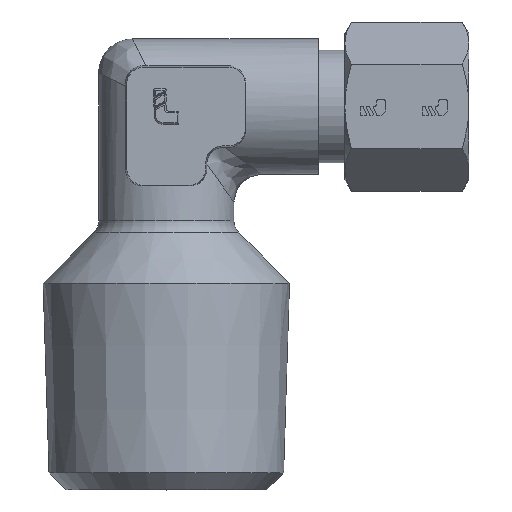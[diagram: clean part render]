
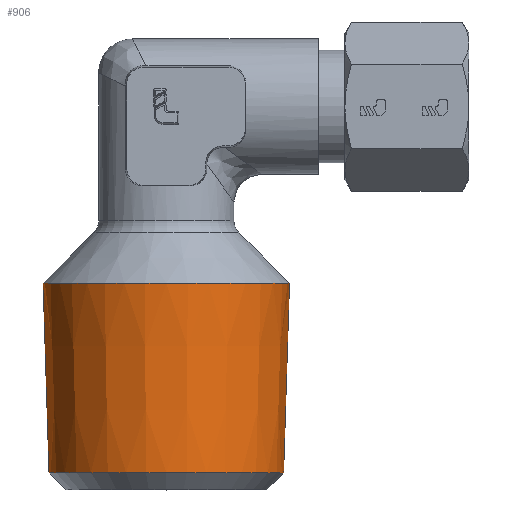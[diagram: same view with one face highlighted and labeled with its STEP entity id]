
A CAD part, top view. The second image highlights one B-rep face of the part: STEP entity #906.
In plain terms, the highlighted conical face has half-angle 1.78 degrees and reference radius 10.668 mm.
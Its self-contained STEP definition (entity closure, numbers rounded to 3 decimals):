
#906=ADVANCED_FACE('',(#1892),#1893,.T.);
#1892=FACE_OUTER_BOUND('',#3000,.T.);
#1893=CONICAL_SURFACE('',#3001,10.668,0.031);
#3000=EDGE_LOOP('',(#5838,#5839,#5840,#5841));
#3001=AXIS2_PLACEMENT_3D('',#5842,#5843,#5844);
#5838=ORIENTED_EDGE('',*,*,#7377,.T.);
#5839=ORIENTED_EDGE('',*,*,#7719,.T.);
#5840=ORIENTED_EDGE('',*,*,#7379,.T.);
#5841=ORIENTED_EDGE('',*,*,#7360,.F.);
#5842=CARTESIAN_POINT('',(0.,-24.091,0.0));
#5843=DIRECTION('',(-0.0,1.0,-0.0));
#5844=DIRECTION('',(1.0,0.0,0.0));
#7360=EDGE_CURVE('',#9118,#9120,#9121,.T.);
#7377=EDGE_CURVE('',#9118,#9140,#9141,.T.);
#7379=EDGE_CURVE('',#9143,#9120,#9144,.T.);
#7719=EDGE_CURVE('',#9140,#9143,#9576,.T.);
#9118=VERTEX_POINT('',#11784);
#9120=VERTEX_POINT('',#11787);
#9121=CIRCLE('',#11788,10.406);
#9140=VERTEX_POINT('',#11813);
#9141=LINE('',#11814,#11815);
#9143=VERTEX_POINT('',#11817);
#9144=LINE('',#11818,#11819);
#9576=CIRCLE('',#12521,10.929);
#11784=CARTESIAN_POINT('',(10.406,-32.502,0.0));
#11787=CARTESIAN_POINT('',(-10.406,-32.502,0.));
#11788=AXIS2_PLACEMENT_3D('',#13681,#13682,#13683);
#11813=CARTESIAN_POINT('',(10.929,-15.679,0.));
#11814=CARTESIAN_POINT('',(10.668,-24.091,0.));
#11815=VECTOR('',#13702,1.0);
#11817=CARTESIAN_POINT('',(-10.929,-15.679,0.0));
#11818=CARTESIAN_POINT('',(-10.668,-24.091,0.));
#11819=VECTOR('',#13706,1.0);
#12521=AXIS2_PLACEMENT_3D('',#14032,#14033,#14034);
#13681=CARTESIAN_POINT('',(0.,-32.502,0.0));
#13682=DIRECTION('',(0.0,-1.0,0.0));
#13683=DIRECTION('',(1.0,0.0,0.0));
#13702=DIRECTION('',(0.031,1.,0.));
#13706=DIRECTION('',(0.031,-1.,0.));
#14032=CARTESIAN_POINT('',(0.0,-15.679,0.0));
#14033=DIRECTION('',(0.0,-1.0,0.0));
#14034=DIRECTION('',(1.0,0.0,0.0));
